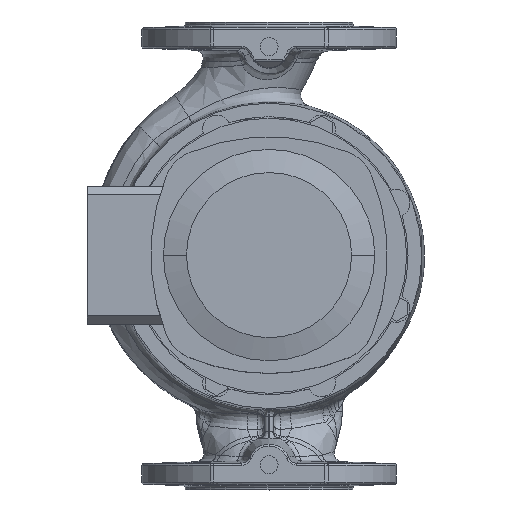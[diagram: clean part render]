
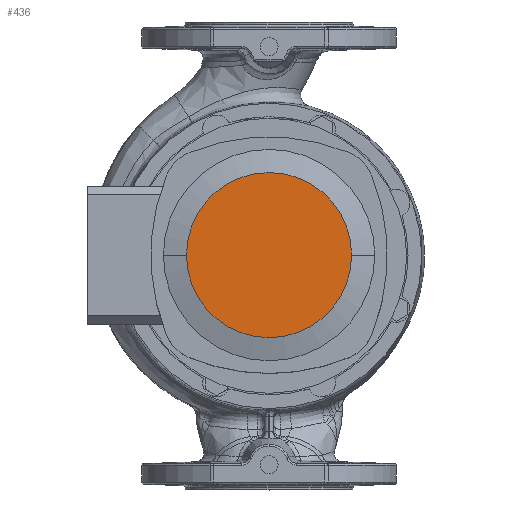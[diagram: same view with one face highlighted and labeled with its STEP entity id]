
A CAD part, top view. The second image highlights one B-rep face of the part: STEP entity #436.
In plain terms, the highlighted planar face has unit normal (0, 0, 1).
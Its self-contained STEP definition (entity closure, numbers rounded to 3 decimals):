
#436 = ADVANCED_FACE ( 'NONE', ( #37758 ), #37756, .F. ) ;
#9797 = DIRECTION ( 'NONE',  ( 1., 0., 0. ) ) ;
#9799 = DIRECTION ( 'NONE',  ( 0., 0., 1. ) ) ;
#9801 = CARTESIAN_POINT ( 'NONE',  ( 0., 0., 321. ) ) ;
#11252 = EDGE_CURVE ( 'NONE', #33264, #33258, #26353, .T. ) ;
#14767 = EDGE_LOOP ( 'NONE', ( #25359, #25356 ) ) ;
#25356 = ORIENTED_EDGE ( 'NONE', *, *, #11252, .T. ) ;
#25359 = ORIENTED_EDGE ( 'NONE', *, *, #29085, .T. ) ;
#26351 = AXIS2_PLACEMENT_3D ( 'NONE', #9801, #9799, #9797 ) ;
#26353 = CIRCLE ( 'NONE', #26351, 60. ) ;
#29085 = EDGE_CURVE ( 'NONE', #33258, #33264, #37658, .T. ) ;
#33258 = VERTEX_POINT ( 'NONE', #34951 ) ;
#33264 = VERTEX_POINT ( 'NONE', #34957 ) ;
#34499 = CARTESIAN_POINT ( 'NONE',  ( 0., 0., 321. ) ) ;
#34500 = DIRECTION ( 'NONE',  ( 0., 0., 1. ) ) ;
#34501 = DIRECTION ( 'NONE',  ( 1., 0., 0. ) ) ;
#34951 = CARTESIAN_POINT ( 'NONE',  ( -60., 0., 321. ) ) ;
#34957 = CARTESIAN_POINT ( 'NONE',  ( 60., 0., 321. ) ) ;
#36774 = AXIS2_PLACEMENT_3D ( 'NONE', #37771, #37748, #37739 ) ;
#37654 = AXIS2_PLACEMENT_3D ( 'NONE', #34499, #34500, #34501 ) ;
#37658 = CIRCLE ( 'NONE', #37654, 60. ) ;
#37739 = DIRECTION ( 'NONE',  ( -1., 0., 0. ) ) ;
#37748 = DIRECTION ( 'NONE',  ( 0., 0., -1. ) ) ;
#37756 = PLANE ( 'NONE',  #36774 ) ;
#37758 = FACE_OUTER_BOUND ( 'NONE', #14767, .T. ) ;
#37771 = CARTESIAN_POINT ( 'NONE',  ( -60., 0., 321. ) ) ;
